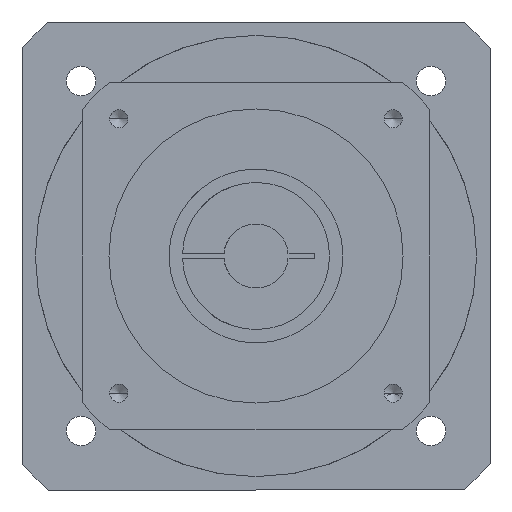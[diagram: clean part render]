
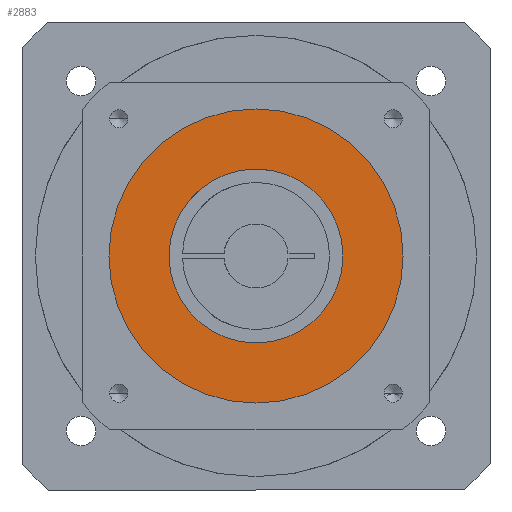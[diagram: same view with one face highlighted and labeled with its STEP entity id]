
A CAD part, front view. The second image highlights one B-rep face of the part: STEP entity #2883.
In plain terms, the highlighted face is planar.
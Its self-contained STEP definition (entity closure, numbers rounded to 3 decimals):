
#18 = DIRECTION ( 'NONE',  ( 0., 0., 1. ) ) ;
#104 = DIRECTION ( 'NONE',  ( 0., 1., 0. ) ) ;
#203 = AXIS2_PLACEMENT_3D ( 'NONE', #5034, #5468, #4615 ) ;
#308 = ORIENTED_EDGE ( 'NONE', *, *, #2863, .F. ) ;
#451 = VERTEX_POINT ( 'NONE', #2642 ) ;
#487 = CIRCLE ( 'NONE', #3692, 55. ) ;
#505 = CARTESIAN_POINT ( 'NONE',  ( 0., 70., -55. ) ) ;
#522 = DIRECTION ( 'NONE',  ( 0., 0., 1. ) ) ;
#925 = FACE_OUTER_BOUND ( 'NONE', #3250, .T. ) ;
#992 = CARTESIAN_POINT ( 'NONE',  ( 0., 70., 55. ) ) ;
#1109 = CIRCLE ( 'NONE', #203, 32.5 ) ;
#1355 = AXIS2_PLACEMENT_3D ( 'NONE', #5321, #1878, #522 ) ;
#1422 = CARTESIAN_POINT ( 'NONE',  ( 0., 70., 0. ) ) ;
#1470 = EDGE_LOOP ( 'NONE', ( #308, #5464 ) ) ;
#1542 = EDGE_CURVE ( 'NONE', #4700, #4851, #2096, .T. ) ;
#1878 = DIRECTION ( 'NONE',  ( 0., 1., 0. ) ) ;
#2096 = CIRCLE ( 'NONE', #2313, 55. ) ;
#2313 = AXIS2_PLACEMENT_3D ( 'NONE', #5283, #4843, #18 ) ;
#2352 = ORIENTED_EDGE ( 'NONE', *, *, #1542, .T. ) ;
#2642 = CARTESIAN_POINT ( 'NONE',  ( 0., 70., 32.5 ) ) ;
#2793 = VERTEX_POINT ( 'NONE', #4689 ) ;
#2863 = EDGE_CURVE ( 'NONE', #451, #2793, #4418, .T. ) ;
#2883 = ADVANCED_FACE ( 'NONE', ( #3046, #925 ), #4025, .T. ) ;
#3046 = FACE_BOUND ( 'NONE', #1470, .T. ) ;
#3149 = DIRECTION ( 'NONE',  ( 0., 1., 0. ) ) ;
#3250 = EDGE_LOOP ( 'NONE', ( #3793, #2352 ) ) ;
#3692 = AXIS2_PLACEMENT_3D ( 'NONE', #1422, #104, #4957 ) ;
#3793 = ORIENTED_EDGE ( 'NONE', *, *, #4347, .T. ) ;
#3988 = CARTESIAN_POINT ( 'NONE',  ( 0., 70., 0. ) ) ;
#4025 = PLANE ( 'NONE',  #1355 ) ;
#4347 = EDGE_CURVE ( 'NONE', #4851, #4700, #487, .T. ) ;
#4418 = CIRCLE ( 'NONE', #4611, 32.5 ) ;
#4507 = DIRECTION ( 'NONE',  ( 0., 0., 1. ) ) ;
#4611 = AXIS2_PLACEMENT_3D ( 'NONE', #3988, #3149, #4507 ) ;
#4615 = DIRECTION ( 'NONE',  ( 0., 0., 1. ) ) ;
#4689 = CARTESIAN_POINT ( 'NONE',  ( 0., 70., -32.5 ) ) ;
#4700 = VERTEX_POINT ( 'NONE', #505 ) ;
#4843 = DIRECTION ( 'NONE',  ( 0., 1., 0. ) ) ;
#4851 = VERTEX_POINT ( 'NONE', #992 ) ;
#4957 = DIRECTION ( 'NONE',  ( 0., 0., 1. ) ) ;
#5034 = CARTESIAN_POINT ( 'NONE',  ( 0., 70., 0. ) ) ;
#5221 = EDGE_CURVE ( 'NONE', #2793, #451, #1109, .T. ) ;
#5283 = CARTESIAN_POINT ( 'NONE',  ( 0., 70., 0. ) ) ;
#5321 = CARTESIAN_POINT ( 'NONE',  ( 0., 70., 0. ) ) ;
#5464 = ORIENTED_EDGE ( 'NONE', *, *, #5221, .F. ) ;
#5468 = DIRECTION ( 'NONE',  ( 0., 1., 0. ) ) ;
